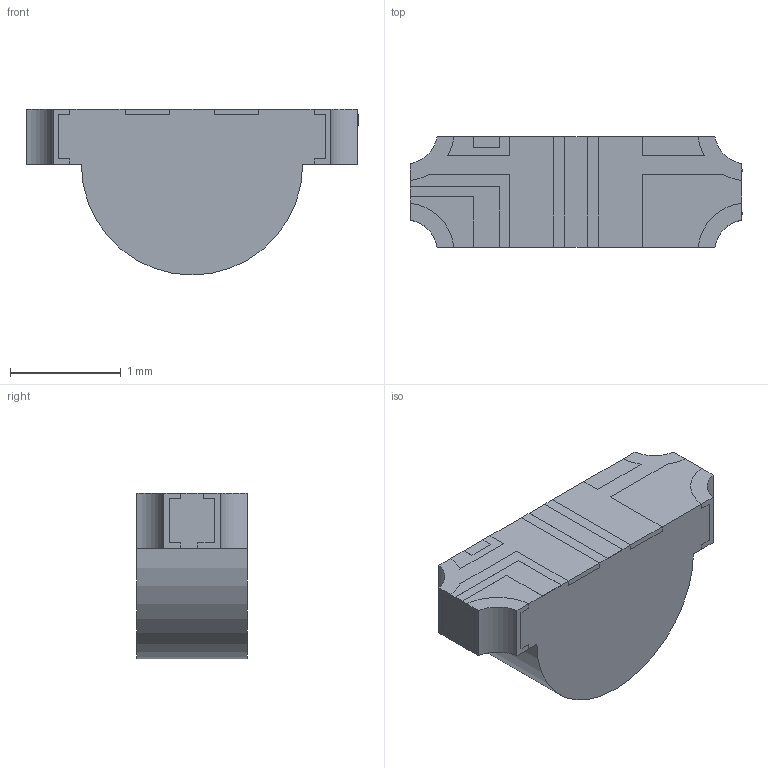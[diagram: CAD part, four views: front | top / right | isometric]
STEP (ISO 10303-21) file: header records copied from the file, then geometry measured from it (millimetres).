
FILE_DESCRIPTION (( 'STEP AP214' ), '1' );
FILE_NAME ('APFA3010LSEEZGKQBKC.STEP', '2021-06-17T08:19:22', ( '' ), ( '' ), 'SwSTEP 2.0', 'SolidWorks 2017', '' );
FILE_SCHEMA (( 'AUTOMOTIVE_DESIGN' ));
Length unit declared in the file: millimetre
Products named in the file (1): APFA3010LSEEZGKQBKC
Bounding box: 3 x 1 x 1.5 mm (x, y, z)
Volume: 3 mm3; surface area: 20.5 mm2
Topology: 9 solids, 9 shells, 178 faces, 469 edges, 310 vertices
Faces by surface type: plane 140, cylinder 38
Entity records: 5551 total; most frequent: CARTESIAN_POINT 958, ORIENTED_EDGE 938, DIRECTION 903, EDGE_CURVE 469, LINE 393, VECTOR 393, VERTEX_POINT 310, AXIS2_PLACEMENT_3D 255
